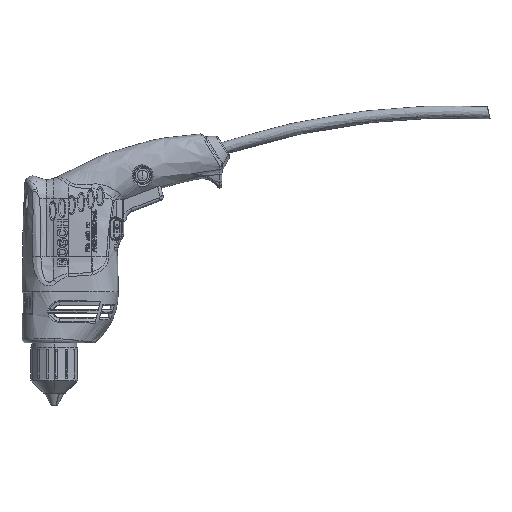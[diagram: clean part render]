
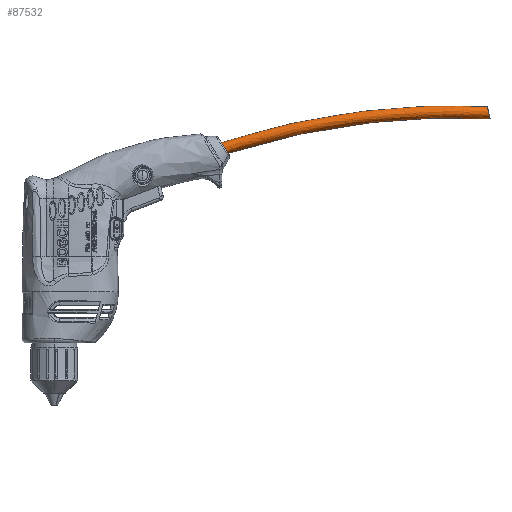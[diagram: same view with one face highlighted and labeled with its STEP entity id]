
A CAD part, front view. The second image highlights one B-rep face of the part: STEP entity #87532.
In plain terms, the highlighted free-form (B-spline) face has degree [3, 3] with [7, 4] control points.
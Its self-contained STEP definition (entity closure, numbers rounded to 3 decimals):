
#625 = VERTEX_POINT('',#626);
#626 = CARTESIAN_POINT('',(555.766,471.378,
    808.297));
#639 = EDGE_CURVE('',#625,#640,#642,.T.);
#640 = VERTEX_POINT('',#641);
#641 = CARTESIAN_POINT('',(862.215,471.378,
    850.069));
#642 = ( BOUNDED_CURVE() B_SPLINE_CURVE(3,(#643,#644,#645,#646),
.UNSPECIFIED.,.F.,.F.) B_SPLINE_CURVE_WITH_KNOTS((4,4),(
0.011,1.),.PIECEWISE_BEZIER_KNOTS.) CURVE() 
GEOMETRIC_REPRESENTATION_ITEM() RATIONAL_B_SPLINE_CURVE((1.,
0.989,0.989,1.)) REPRESENTATION_ITEM('') );
#643 = CARTESIAN_POINT('',(555.766,471.378,
    808.297));
#644 = CARTESIAN_POINT('',(654.831,471.378,
    840.708));
#645 = CARTESIAN_POINT('',(758.102,471.378,
    854.783));
#646 = CARTESIAN_POINT('',(862.215,471.378,
    850.069));
#649 = VERTEX_POINT('',#650);
#650 = CARTESIAN_POINT('',(865.123,471.378,
    835.967));
#658 = EDGE_CURVE('',#659,#649,#661,.T.);
#659 = VERTEX_POINT('',#660);
#660 = CARTESIAN_POINT('',(565.011,471.378,
    796.629));
#661 = ( BOUNDED_CURVE() B_SPLINE_CURVE(3,(#662,#663,#664,#665),
.UNSPECIFIED.,.F.,.F.) B_SPLINE_CURVE_WITH_KNOTS((4,4),(
0.016,1.),.PIECEWISE_BEZIER_KNOTS.) CURVE() 
GEOMETRIC_REPRESENTATION_ITEM() RATIONAL_B_SPLINE_CURVE((0.999,
0.989,0.989,1.)) REPRESENTATION_ITEM('') );
#662 = CARTESIAN_POINT('',(565.011,471.378,
    796.629));
#663 = CARTESIAN_POINT('',(662.144,471.378,
    827.754));
#664 = CARTESIAN_POINT('',(763.268,471.378,
    841.006));
#665 = CARTESIAN_POINT('',(865.123,471.378,
    835.967));
#3837 = VERTEX_POINT('',#3838);
#3838 = CARTESIAN_POINT('',(556.486,468.121,
    807.739));
#3849 = EDGE_CURVE('',#3837,#625,#3850,.T.);
#3850 = B_SPLINE_CURVE_WITH_KNOTS('',3,(#3851,#3852,#3853,#3854,#3855,
    #3856,#3857,#3858),.UNSPECIFIED.,.F.,.F.,(4,2,2,4),(
    0.,0.001,0.002,
    0.003),.UNSPECIFIED.);
#3851 = CARTESIAN_POINT('',(556.486,468.121,
    807.739));
#3852 = CARTESIAN_POINT('',(556.251,468.615,
    807.917));
#3853 = CARTESIAN_POINT('',(556.072,469.138,
    808.057));
#3854 = CARTESIAN_POINT('',(555.888,469.966,
    808.2));
#3855 = CARTESIAN_POINT('',(555.842,470.248,
    808.237));
#3856 = CARTESIAN_POINT('',(555.781,470.811,
    808.285));
#3857 = CARTESIAN_POINT('',(555.766,471.094,
    808.297));
#3858 = CARTESIAN_POINT('',(555.766,471.378,
    808.297));
#8581 = VERTEX_POINT('',#8582);
#8582 = CARTESIAN_POINT('',(559.851,464.491,
    804.428));
#8588 = EDGE_CURVE('',#3837,#8581,#8589,.T.);
#8589 = B_SPLINE_CURVE_WITH_KNOTS('',3,(#8590,#8591,#8592,#8593,#8594,
    #8595,#8596,#8597,#8598,#8599,#8600,#8601),.UNSPECIFIED.,.F.,.F.,(4,
    2,2,2,2,4),(0.,0.001,0.003
    ,0.004,0.004,0.005),
  .UNSPECIFIED.);
#8590 = CARTESIAN_POINT('',(556.486,468.121,
    807.739));
#8591 = CARTESIAN_POINT('',(556.696,467.681,
    807.579));
#8592 = CARTESIAN_POINT('',(556.935,467.275,
    807.39));
#8593 = CARTESIAN_POINT('',(557.455,466.524,
    806.951));
#8594 = CARTESIAN_POINT('',(557.74,466.175,
    806.698));
#8595 = CARTESIAN_POINT('',(558.323,465.559,
    806.14));
#8596 = CARTESIAN_POINT('',(558.623,465.288,
    805.835));
#8597 = CARTESIAN_POINT('',(559.083,464.941,
    805.335));
#8598 = CARTESIAN_POINT('',(559.238,464.834,
    805.16));
#8599 = CARTESIAN_POINT('',(559.547,464.645,
    804.801));
#8600 = CARTESIAN_POINT('',(559.7,464.562,
    804.617));
#8601 = CARTESIAN_POINT('',(559.851,464.491,
    804.428));
#55639 = EDGE_CURVE('',#55640,#659,#55642,.T.);
#55640 = VERTEX_POINT('',#55641);
#55641 = CARTESIAN_POINT('',(561.522,464.216,
    802.089));
#55642 = B_SPLINE_CURVE_WITH_KNOTS('',3,(#55643,#55644,#55645,#55646,
    #55647,#55648,#55649,#55650,#55651,#55652,#55653,#55654,#55655,
    #55656,#55657,#55658,#55659,#55660,#55661,#55662),.UNSPECIFIED.,.F.,
  .F.,(4,2,2,2,2,2,2,2,2,4),(0.029,0.03,
    0.031,0.032,0.033,
    0.033,0.034,0.035,
    0.036,0.038),.UNSPECIFIED.);
#55643 = CARTESIAN_POINT('',(561.522,464.216,
    802.089));
#55644 = CARTESIAN_POINT('',(561.758,464.26,
    801.72));
#55645 = CARTESIAN_POINT('',(561.989,464.344,
    801.357));
#55646 = CARTESIAN_POINT('',(562.446,464.591,
    800.643));
#55647 = CARTESIAN_POINT('',(562.67,464.756,
    800.293));
#55648 = CARTESIAN_POINT('',(563.092,465.152,
    799.632));
#55649 = CARTESIAN_POINT('',(563.293,465.384,
    799.318));
#55650 = CARTESIAN_POINT('',(563.577,465.787,
    798.873));
#55651 = CARTESIAN_POINT('',(563.669,465.93,
    798.729));
#55652 = CARTESIAN_POINT('',(563.844,466.228,
    798.455));
#55653 = CARTESIAN_POINT('',(563.928,466.384,
    798.324));
#55654 = CARTESIAN_POINT('',(564.166,466.872,
    797.952));
#55655 = CARTESIAN_POINT('',(564.309,467.223,
    797.729));
#55656 = CARTESIAN_POINT('',(564.56,467.98,
    797.335));
#55657 = CARTESIAN_POINT('',(564.665,468.375,
    797.171));
#55658 = CARTESIAN_POINT('',(564.836,469.193,
    796.904));
#55659 = CARTESIAN_POINT('',(564.901,469.62,
    796.801));
#55660 = CARTESIAN_POINT('',(564.989,470.492,
    796.664));
#55661 = CARTESIAN_POINT('',(565.011,470.933,
    796.629));
#55662 = CARTESIAN_POINT('',(565.011,471.378,
    796.629));
#62513 = EDGE_CURVE('',#8581,#55640,#62514,.T.);
#62514 = B_SPLINE_CURVE_WITH_KNOTS('',3,(#62515,#62516,#62517,#62518,
    #62519,#62520),.UNSPECIFIED.,.F.,.F.,(4,2,4),(0.005,
    0.006,0.007),.UNSPECIFIED.);
#62515 = CARTESIAN_POINT('',(559.851,464.491,
    804.428));
#62516 = CARTESIAN_POINT('',(560.14,464.356,
    804.068));
#62517 = CARTESIAN_POINT('',(560.425,464.262,
    803.692));
#62518 = CARTESIAN_POINT('',(560.986,464.167,
    802.905));
#62519 = CARTESIAN_POINT('',(561.26,464.166,
    802.498));
#62520 = CARTESIAN_POINT('',(561.522,464.216,
    802.089));
#87520 = EDGE_CURVE('',#640,#649,#87521,.T.);
#87521 = ( BOUNDED_CURVE() B_SPLINE_CURVE(2,(#87522,#87523,#87524,#87525
,#87526),.UNSPECIFIED.,.F.,.F.) B_SPLINE_CURVE_WITH_KNOTS((3,2,3),(
    3.142,4.712,6.283),
.PIECEWISE_BEZIER_KNOTS.) CURVE() GEOMETRIC_REPRESENTATION_ITEM() 
RATIONAL_B_SPLINE_CURVE((1.,0.707,1.,0.707,1.)) 
REPRESENTATION_ITEM('') );
#87522 = CARTESIAN_POINT('',(862.215,471.378,
    850.069));
#87523 = CARTESIAN_POINT('',(862.215,464.179,
    850.069));
#87524 = CARTESIAN_POINT('',(863.669,464.179,
    843.018));
#87525 = CARTESIAN_POINT('',(865.123,464.179,
    835.967));
#87526 = CARTESIAN_POINT('',(865.123,471.378,
    835.967));
#87532 = ADVANCED_FACE('',(#87533),#87542,.T.);
#87533 = FACE_BOUND('',#87534,.T.);
#87534 = EDGE_LOOP('',(#87535,#87536,#87537,#87538,#87539,#87540,#87541)
  );
#87535 = ORIENTED_EDGE('',*,*,#639,.F.);
#87536 = ORIENTED_EDGE('',*,*,#3849,.F.);
#87537 = ORIENTED_EDGE('',*,*,#8588,.T.);
#87538 = ORIENTED_EDGE('',*,*,#62513,.T.);
#87539 = ORIENTED_EDGE('',*,*,#55639,.T.);
#87540 = ORIENTED_EDGE('',*,*,#658,.T.);
#87541 = ORIENTED_EDGE('',*,*,#87520,.F.);
#87542 = ( BOUNDED_SURFACE() B_SPLINE_SURFACE(3,3,(
    (#87543,#87544,#87545,#87546)
    ,(#87547,#87548,#87549,#87550)
    ,(#87551,#87552,#87553,#87554)
    ,(#87555,#87556,#87557,#87558)
    ,(#87559,#87560,#87561,#87562)
    ,(#87563,#87564,#87565,#87566)
    ,(#87567,#87568,#87569,#87570
)),.UNSPECIFIED.,.T.,.F.,.F.) B_SPLINE_SURFACE_WITH_KNOTS((1,3,3,3,1),(4
    ,4),(-0.5,0.,0.5,1.,1.5),(0.,1.),.UNSPECIFIED.) 
GEOMETRIC_REPRESENTATION_ITEM() RATIONAL_B_SPLINE_SURFACE((
    (1.,0.989,0.989,1.)
    ,(0.333,0.33,0.33,0.333)
    ,(0.333,0.33,0.33,0.333)
    ,(1.,0.989,0.989,1.)
    ,(0.333,0.33,0.33,0.333)
    ,(0.333,0.33,0.33,0.333)
,(1.,0.989,0.989,1.))) REPRESENTATION_ITEM('') SURFACE() );
#87543 = CARTESIAN_POINT('',(560.292,471.378,
    795.102));
#87544 = CARTESIAN_POINT('',(658.83,471.378,
    827.315));
#87545 = CARTESIAN_POINT('',(761.58,471.378,
    841.089));
#87546 = CARTESIAN_POINT('',(865.123,471.378,
    835.967));
#87547 = CARTESIAN_POINT('',(560.292,485.777,
    795.102));
#87548 = CARTESIAN_POINT('',(658.83,485.777,
    827.315));
#87549 = CARTESIAN_POINT('',(761.58,485.777,
    841.089));
#87550 = CARTESIAN_POINT('',(865.123,485.777,
    835.967));
#87551 = CARTESIAN_POINT('',(552.537,485.777,
    807.234));
#87552 = CARTESIAN_POINT('',(652.561,485.777,
    840.397));
#87553 = CARTESIAN_POINT('',(756.945,485.777,
    854.835));
#87554 = CARTESIAN_POINT('',(862.215,485.777,
    850.069));
#87555 = CARTESIAN_POINT('',(552.537,471.378,
    807.234));
#87556 = CARTESIAN_POINT('',(652.561,471.378,
    840.397));
#87557 = CARTESIAN_POINT('',(756.945,471.378,
    854.835));
#87558 = CARTESIAN_POINT('',(862.215,471.378,
    850.069));
#87559 = CARTESIAN_POINT('',(552.537,456.979,
    807.234));
#87560 = CARTESIAN_POINT('',(652.561,456.979,
    840.397));
#87561 = CARTESIAN_POINT('',(756.945,456.979,
    854.835));
#87562 = CARTESIAN_POINT('',(862.215,456.979,
    850.069));
#87563 = CARTESIAN_POINT('',(560.292,456.979,
    795.102));
#87564 = CARTESIAN_POINT('',(658.83,456.979,
    827.315));
#87565 = CARTESIAN_POINT('',(761.58,456.979,
    841.089));
#87566 = CARTESIAN_POINT('',(865.123,456.979,
    835.967));
#87567 = CARTESIAN_POINT('',(560.292,471.378,
    795.102));
#87568 = CARTESIAN_POINT('',(658.83,471.378,
    827.315));
#87569 = CARTESIAN_POINT('',(761.58,471.378,
    841.089));
#87570 = CARTESIAN_POINT('',(865.123,471.378,
    835.967));
